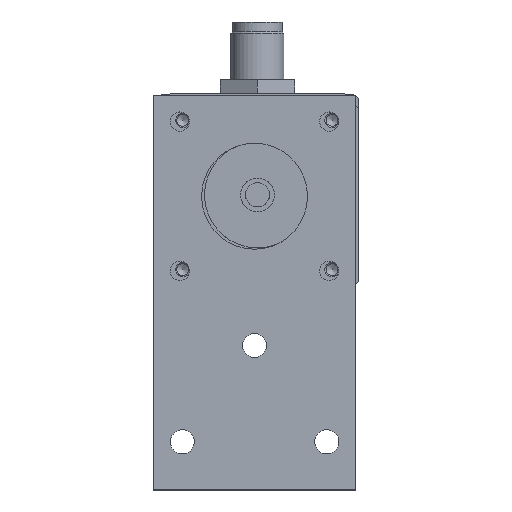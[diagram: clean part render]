
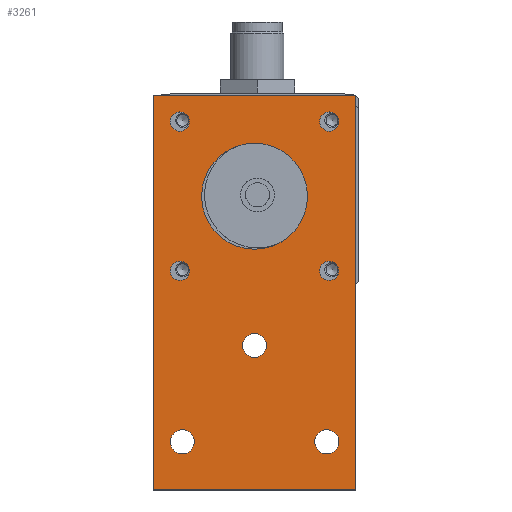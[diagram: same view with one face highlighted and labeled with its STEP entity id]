
A CAD part, top view. The second image highlights one B-rep face of the part: STEP entity #3261.
In plain terms, the highlighted planar face has unit normal (0, 0, 1).
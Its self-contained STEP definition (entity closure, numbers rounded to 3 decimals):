
#67=FACE_BOUND('',#540,.T.);
#68=FACE_BOUND('',#541,.T.);
#69=FACE_BOUND('',#542,.T.);
#70=FACE_BOUND('',#543,.T.);
#71=FACE_BOUND('',#544,.T.);
#72=FACE_BOUND('',#545,.T.);
#73=FACE_BOUND('',#546,.T.);
#74=FACE_BOUND('',#547,.T.);
#188=PLANE('',#3577);
#351=FACE_OUTER_BOUND('',#539,.T.);
#539=EDGE_LOOP('',(#2886,#2887,#2888,#2889));
#540=EDGE_LOOP('',(#2890));
#541=EDGE_LOOP('',(#2891));
#542=EDGE_LOOP('',(#2892));
#543=EDGE_LOOP('',(#2893));
#544=EDGE_LOOP('',(#2894));
#545=EDGE_LOOP('',(#2895));
#546=EDGE_LOOP('',(#2896));
#547=EDGE_LOOP('',(#2897));
#849=LINE('',#5376,#1151);
#852=LINE('',#5382,#1154);
#855=LINE('',#5388,#1157);
#858=LINE('',#5392,#1160);
#1151=VECTOR('',#4466,10.);
#1154=VECTOR('',#4471,10.);
#1157=VECTOR('',#4476,10.);
#1160=VECTOR('',#4481,10.);
#1280=CIRCLE('',#3550,2.5);
#1282=CIRCLE('',#3553,2.5);
#1284=CIRCLE('',#3556,11.);
#1286=CIRCLE('',#3559,2.5);
#1288=CIRCLE('',#3562,2.);
#1290=CIRCLE('',#3565,2.);
#1292=CIRCLE('',#3568,2.);
#1294=CIRCLE('',#3571,2.);
#1575=VERTEX_POINT('',#5322);
#1577=VERTEX_POINT('',#5328);
#1579=VERTEX_POINT('',#5334);
#1581=VERTEX_POINT('',#5340);
#1583=VERTEX_POINT('',#5346);
#1585=VERTEX_POINT('',#5352);
#1587=VERTEX_POINT('',#5358);
#1589=VERTEX_POINT('',#5364);
#1593=VERTEX_POINT('',#5373);
#1594=VERTEX_POINT('',#5375);
#1596=VERTEX_POINT('',#5381);
#1598=VERTEX_POINT('',#5387);
#2000=EDGE_CURVE('',#1575,#1575,#1280,.T.);
#2003=EDGE_CURVE('',#1577,#1577,#1282,.T.);
#2006=EDGE_CURVE('',#1579,#1579,#1284,.T.);
#2009=EDGE_CURVE('',#1581,#1581,#1286,.T.);
#2012=EDGE_CURVE('',#1583,#1583,#1288,.T.);
#2015=EDGE_CURVE('',#1585,#1585,#1290,.T.);
#2018=EDGE_CURVE('',#1587,#1587,#1292,.T.);
#2021=EDGE_CURVE('',#1589,#1589,#1294,.T.);
#2026=EDGE_CURVE('',#1594,#1593,#849,.T.);
#2029=EDGE_CURVE('',#1596,#1594,#852,.T.);
#2032=EDGE_CURVE('',#1598,#1596,#855,.T.);
#2035=EDGE_CURVE('',#1593,#1598,#858,.T.);
#2886=ORIENTED_EDGE('',*,*,#2035,.T.);
#2887=ORIENTED_EDGE('',*,*,#2032,.T.);
#2888=ORIENTED_EDGE('',*,*,#2029,.T.);
#2889=ORIENTED_EDGE('',*,*,#2026,.T.);
#2890=ORIENTED_EDGE('',*,*,#2000,.T.);
#2891=ORIENTED_EDGE('',*,*,#2003,.T.);
#2892=ORIENTED_EDGE('',*,*,#2006,.T.);
#2893=ORIENTED_EDGE('',*,*,#2009,.T.);
#2894=ORIENTED_EDGE('',*,*,#2012,.T.);
#2895=ORIENTED_EDGE('',*,*,#2015,.T.);
#2896=ORIENTED_EDGE('',*,*,#2018,.T.);
#2897=ORIENTED_EDGE('',*,*,#2021,.T.);
#3261=ADVANCED_FACE('',(#351,#67,#68,#69,#70,#71,#72,#73,#74),#188,.T.);
#3550=AXIS2_PLACEMENT_3D('',#5323,#4408,#4409);
#3553=AXIS2_PLACEMENT_3D('',#5329,#4415,#4416);
#3556=AXIS2_PLACEMENT_3D('',#5335,#4422,#4423);
#3559=AXIS2_PLACEMENT_3D('',#5341,#4429,#4430);
#3562=AXIS2_PLACEMENT_3D('',#5347,#4436,#4437);
#3565=AXIS2_PLACEMENT_3D('',#5353,#4443,#4444);
#3568=AXIS2_PLACEMENT_3D('',#5359,#4450,#4451);
#3571=AXIS2_PLACEMENT_3D('',#5365,#4457,#4458);
#3577=AXIS2_PLACEMENT_3D('',#5393,#4482,#4483);
#4408=DIRECTION('center_axis',(0.,0.,-1.));
#4409=DIRECTION('ref_axis',(-1.,0.,0.));
#4415=DIRECTION('center_axis',(0.,0.,-1.));
#4416=DIRECTION('ref_axis',(-1.,0.,0.));
#4422=DIRECTION('center_axis',(0.,0.,-1.));
#4423=DIRECTION('ref_axis',(-1.,0.,0.));
#4429=DIRECTION('center_axis',(0.,0.,-1.));
#4430=DIRECTION('ref_axis',(-1.,0.,0.));
#4436=DIRECTION('center_axis',(0.,0.,-1.));
#4437=DIRECTION('ref_axis',(-1.,0.,0.));
#4443=DIRECTION('center_axis',(0.,0.,-1.));
#4444=DIRECTION('ref_axis',(-1.,0.,0.));
#4450=DIRECTION('center_axis',(0.,0.,-1.));
#4451=DIRECTION('ref_axis',(-1.,0.,0.));
#4457=DIRECTION('center_axis',(0.,0.,-1.));
#4458=DIRECTION('ref_axis',(-1.,0.,0.));
#4466=DIRECTION('',(-1.,0.,0.));
#4471=DIRECTION('',(0.,1.,0.));
#4476=DIRECTION('',(1.,0.,0.));
#4481=DIRECTION('',(0.,-1.,0.));
#4482=DIRECTION('center_axis',(0.,0.,1.));
#4483=DIRECTION('ref_axis',(1.,0.,0.));
#5322=CARTESIAN_POINT('',(-27.72,7.217,4.));
#5323=CARTESIAN_POINT('Origin',(-30.22,7.217,4.));
#5328=CARTESIAN_POINT('',(-42.72,-12.783,4.));
#5329=CARTESIAN_POINT('Origin',(-45.22,-12.783,4.));
#5334=CARTESIAN_POINT('',(-19.22,38.217,4.));
#5335=CARTESIAN_POINT('Origin',(-30.22,38.217,4.));
#5340=CARTESIAN_POINT('',(-12.72,-12.783,4.));
#5341=CARTESIAN_POINT('Origin',(-15.22,-12.783,4.));
#5346=CARTESIAN_POINT('',(-12.72,53.717,4.));
#5347=CARTESIAN_POINT('Origin',(-14.72,53.717,4.));
#5352=CARTESIAN_POINT('',(-43.72,22.717,4.));
#5353=CARTESIAN_POINT('Origin',(-45.72,22.717,4.));
#5358=CARTESIAN_POINT('',(-43.72,53.717,4.));
#5359=CARTESIAN_POINT('Origin',(-45.72,53.717,4.));
#5364=CARTESIAN_POINT('',(-12.72,22.717,4.));
#5365=CARTESIAN_POINT('Origin',(-14.72,22.717,4.));
#5373=CARTESIAN_POINT('',(-51.22,59.217,4.));
#5375=CARTESIAN_POINT('',(-9.22,59.217,4.));
#5376=CARTESIAN_POINT('',(-9.22,59.217,4.));
#5381=CARTESIAN_POINT('',(-9.22,-22.783,4.));
#5382=CARTESIAN_POINT('',(-9.22,-22.783,4.));
#5387=CARTESIAN_POINT('',(-51.22,-22.783,4.));
#5388=CARTESIAN_POINT('',(-51.22,-22.783,4.));
#5392=CARTESIAN_POINT('',(-51.22,59.217,4.));
#5393=CARTESIAN_POINT('Origin',(-30.22,18.217,4.));
